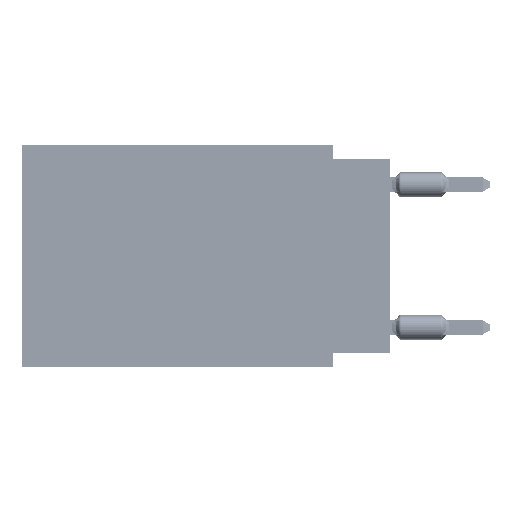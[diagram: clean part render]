
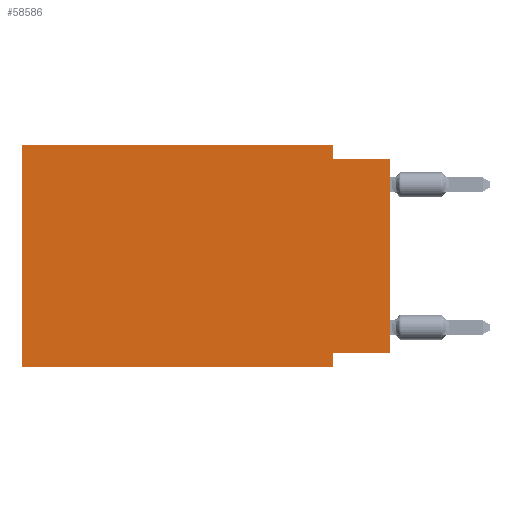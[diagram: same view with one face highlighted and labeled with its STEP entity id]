
A CAD part, left-side view. The second image highlights one B-rep face of the part: STEP entity #58586.
In plain terms, the highlighted planar face has unit normal (-1, 0, 0).
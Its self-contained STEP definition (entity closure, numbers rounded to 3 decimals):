
#1025 = DIRECTION ( 'NONE',  ( 0., 0., -1. ) ) ;
#2872 = CARTESIAN_POINT ( 'NONE',  ( 0., 16.383, 0. ) ) ;
#5298 = LINE ( 'NONE', #25333, #25384 ) ;
#6040 = VECTOR ( 'NONE', #57430, 1000. ) ;
#6856 = LINE ( 'NONE', #42040, #11038 ) ;
#7072 = EDGE_CURVE ( 'NONE', #63397, #22659, #54322, .T. ) ;
#8314 = CARTESIAN_POINT ( 'NONE',  ( 0., 2.54, -0.635 ) ) ;
#8594 = ORIENTED_EDGE ( 'NONE', *, *, #7072, .F. ) ;
#11038 = VECTOR ( 'NONE', #42686, 1000. ) ;
#11056 = CARTESIAN_POINT ( 'NONE',  ( 0., 16.383, -9.906 ) ) ;
#14736 = AXIS2_PLACEMENT_3D ( 'NONE', #26681, #16815, #21741 ) ;
#15680 = ORIENTED_EDGE ( 'NONE', *, *, #16209, .F. ) ;
#16209 = EDGE_CURVE ( 'NONE', #57164, #56931, #44857, .T. ) ;
#16815 = DIRECTION ( 'NONE',  ( 1., 0., 0. ) ) ;
#19408 = ORIENTED_EDGE ( 'NONE', *, *, #60021, .F. ) ;
#19426 = DIRECTION ( 'NONE',  ( 0., -1., 0. ) ) ;
#20665 = VECTOR ( 'NONE', #28607, 1000. ) ;
#21741 = DIRECTION ( 'NONE',  ( 0., 0., -1. ) ) ;
#22161 = VERTEX_POINT ( 'NONE', #34208 ) ;
#22659 = VERTEX_POINT ( 'NONE', #60697 ) ;
#22696 = VECTOR ( 'NONE', #59823, 1000. ) ;
#22706 = CARTESIAN_POINT ( 'NONE',  ( 0., 0., -9.271 ) ) ;
#23953 = ORIENTED_EDGE ( 'NONE', *, *, #28359, .T. ) ;
#25333 = CARTESIAN_POINT ( 'NONE',  ( 0., 2.54, 0. ) ) ;
#25384 = VECTOR ( 'NONE', #1025, 1000. ) ;
#25429 = VECTOR ( 'NONE', #56355, 1000. ) ;
#25999 = CARTESIAN_POINT ( 'NONE',  ( 0., 0., -9.271 ) ) ;
#26230 = ORIENTED_EDGE ( 'NONE', *, *, #34621, .F. ) ;
#26681 = CARTESIAN_POINT ( 'NONE',  ( 0., 16.383, 0. ) ) ;
#26882 = CARTESIAN_POINT ( 'NONE',  ( 0., 2.54, -9.906 ) ) ;
#28359 = EDGE_CURVE ( 'NONE', #64437, #56931, #31020, .T. ) ;
#28607 = DIRECTION ( 'NONE',  ( 0., 1., 0. ) ) ;
#28973 = CARTESIAN_POINT ( 'NONE',  ( 0., 16.383, 0. ) ) ;
#31020 = LINE ( 'NONE', #46159, #25429 ) ;
#34208 = CARTESIAN_POINT ( 'NONE',  ( 0., 16.383, -9.906 ) ) ;
#34621 = EDGE_CURVE ( 'NONE', #22161, #63397, #64742, .T. ) ;
#39685 = ORIENTED_EDGE ( 'NONE', *, *, #56620, .T. ) ;
#39735 = CARTESIAN_POINT ( 'NONE',  ( 0., 16.383, 0. ) ) ;
#40239 = CARTESIAN_POINT ( 'NONE',  ( 0., 0., -0.635 ) ) ;
#40561 = DIRECTION ( 'NONE',  ( 0., -1., 0. ) ) ;
#42040 = CARTESIAN_POINT ( 'NONE',  ( 0., 2.54, -9.906 ) ) ;
#42686 = DIRECTION ( 'NONE',  ( 0., 0., -1. ) ) ;
#44857 = LINE ( 'NONE', #40239, #53935 ) ;
#45227 = EDGE_CURVE ( 'NONE', #47931, #51764, #6856, .T. ) ;
#46159 = CARTESIAN_POINT ( 'NONE',  ( 0., 0., 0. ) ) ;
#47931 = VERTEX_POINT ( 'NONE', #48108 ) ;
#48108 = CARTESIAN_POINT ( 'NONE',  ( 0., 2.54, -9.271 ) ) ;
#48341 = ORIENTED_EDGE ( 'NONE', *, *, #45227, .F. ) ;
#51764 = VERTEX_POINT ( 'NONE', #26882 ) ;
#52032 = PLANE ( 'NONE',  #14736 ) ;
#52168 = EDGE_LOOP ( 'NONE', ( #23953, #15680, #19408, #8594, #26230, #39685, #48341, #55472 ) ) ;
#53935 = VECTOR ( 'NONE', #40561, 1000. ) ;
#54322 = LINE ( 'NONE', #28973, #59764 ) ;
#54449 = EDGE_CURVE ( 'NONE', #64437, #47931, #63827, .T. ) ;
#54712 = FACE_OUTER_BOUND ( 'NONE', #52168, .T. ) ;
#55472 = ORIENTED_EDGE ( 'NONE', *, *, #54449, .F. ) ;
#56355 = DIRECTION ( 'NONE',  ( 0., 0., 1. ) ) ;
#56620 = EDGE_CURVE ( 'NONE', #22161, #51764, #62369, .T. ) ;
#56931 = VERTEX_POINT ( 'NONE', #61971 ) ;
#57164 = VERTEX_POINT ( 'NONE', #8314 ) ;
#57430 = DIRECTION ( 'NONE',  ( 0., -1., 0. ) ) ;
#58586 = ADVANCED_FACE ( 'NONE', ( #54712 ), #52032, .F. ) ;
#59764 = VECTOR ( 'NONE', #19426, 1000. ) ;
#59823 = DIRECTION ( 'NONE',  ( 0., 0., 1. ) ) ;
#60021 = EDGE_CURVE ( 'NONE', #22659, #57164, #5298, .T. ) ;
#60697 = CARTESIAN_POINT ( 'NONE',  ( 0., 2.54, 0. ) ) ;
#61971 = CARTESIAN_POINT ( 'NONE',  ( 0., 0., -0.635 ) ) ;
#62369 = LINE ( 'NONE', #11056, #6040 ) ;
#63397 = VERTEX_POINT ( 'NONE', #2872 ) ;
#63827 = LINE ( 'NONE', #22706, #20665 ) ;
#64437 = VERTEX_POINT ( 'NONE', #25999 ) ;
#64742 = LINE ( 'NONE', #39735, #22696 ) ;
